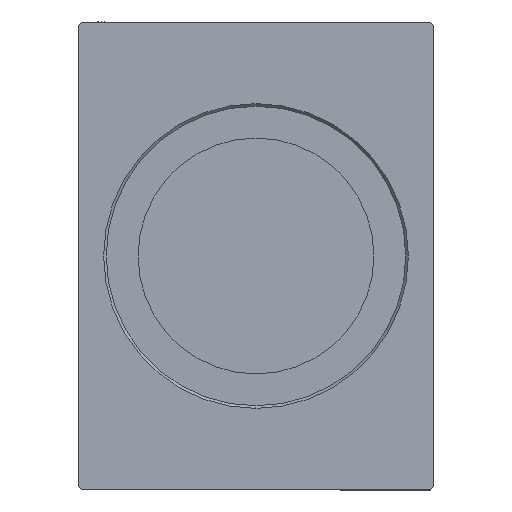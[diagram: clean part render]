
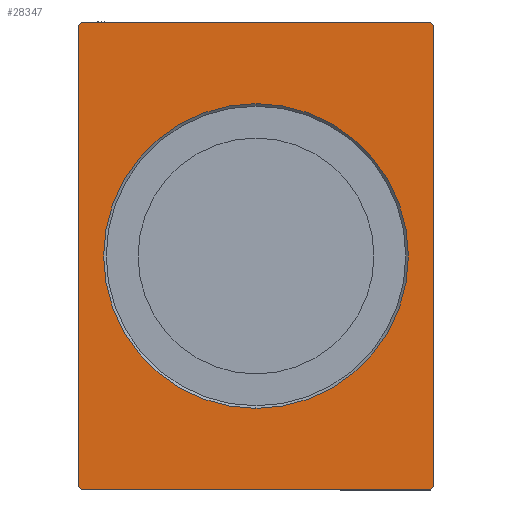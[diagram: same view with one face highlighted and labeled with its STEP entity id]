
A CAD part, left-side view. The second image highlights one B-rep face of the part: STEP entity #28347.
In plain terms, the highlighted planar face has unit normal (-1, 0, 0).
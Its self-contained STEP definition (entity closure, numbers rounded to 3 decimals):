
#1029 = LINE ( 'NONE', #4012, #31703 ) ;
#1447 = CARTESIAN_POINT ( 'NONE',  ( 0., -46.5, 62.5 ) ) ;
#1761 = LINE ( 'NONE', #5161, #3004 ) ;
#1798 = DIRECTION ( 'NONE',  ( 1., 0., 0. ) ) ;
#2852 = DIRECTION ( 'NONE',  ( 0., -1., 0. ) ) ;
#3004 = VECTOR ( 'NONE', #21935, 1000. ) ;
#3300 = CARTESIAN_POINT ( 'NONE',  ( 0., 0., 40.7 ) ) ;
#4012 = CARTESIAN_POINT ( 'NONE',  ( 0., -46.5, -62.5 ) ) ;
#4028 = DIRECTION ( 'NONE',  ( 0., 0., 1. ) ) ;
#4137 = EDGE_LOOP ( 'NONE', ( #10960, #8229 ) ) ;
#4200 = VERTEX_POINT ( 'NONE', #6103 ) ;
#4249 = VERTEX_POINT ( 'NONE', #25423 ) ;
#4497 = VERTEX_POINT ( 'NONE', #28563 ) ;
#4503 = DIRECTION ( 'NONE',  ( 0., -0.707, 0.707 ) ) ;
#4619 = VERTEX_POINT ( 'NONE', #14897 ) ;
#5161 = CARTESIAN_POINT ( 'NONE',  ( 0., -47.5, 61.5 ) ) ;
#5351 = FACE_OUTER_BOUND ( 'NONE', #22919, .T. ) ;
#5720 = CARTESIAN_POINT ( 'NONE',  ( 0., 46.5, -62.5 ) ) ;
#6103 = CARTESIAN_POINT ( 'NONE',  ( 0., -47.5, 61.5 ) ) ;
#6229 = ORIENTED_EDGE ( 'NONE', *, *, #40022, .F. ) ;
#6575 = AXIS2_PLACEMENT_3D ( 'NONE', #34662, #8543, #14471 ) ;
#7089 = VECTOR ( 'NONE', #4503, 1000. ) ;
#7343 = CARTESIAN_POINT ( 'NONE',  ( 0., -47.5, -61.5 ) ) ;
#7843 = VECTOR ( 'NONE', #27362, 1000. ) ;
#8077 = ORIENTED_EDGE ( 'NONE', *, *, #21507, .F. ) ;
#8229 = ORIENTED_EDGE ( 'NONE', *, *, #11874, .T. ) ;
#8543 = DIRECTION ( 'NONE',  ( 1., 0., 0. ) ) ;
#9105 = DIRECTION ( 'NONE',  ( 0., 0.707, 0.707 ) ) ;
#10363 = LINE ( 'NONE', #1447, #7843 ) ;
#10960 = ORIENTED_EDGE ( 'NONE', *, *, #40649, .T. ) ;
#11874 = EDGE_CURVE ( 'NONE', #4619, #28065, #41067, .T. ) ;
#11935 = EDGE_CURVE ( 'NONE', #34340, #12574, #31944, .T. ) ;
#12574 = VERTEX_POINT ( 'NONE', #13464 ) ;
#12716 = EDGE_CURVE ( 'NONE', #36663, #14574, #37802, .T. ) ;
#13464 = CARTESIAN_POINT ( 'NONE',  ( 0., -46.5, -62.5 ) ) ;
#14036 = DIRECTION ( 'NONE',  ( 0., 0., -1. ) ) ;
#14471 = DIRECTION ( 'NONE',  ( 0., 0., -1. ) ) ;
#14574 = VERTEX_POINT ( 'NONE', #34590 ) ;
#14580 = AXIS2_PLACEMENT_3D ( 'NONE', #41085, #1798, #31521 ) ;
#14897 = CARTESIAN_POINT ( 'NONE',  ( 0., 0., -40.7 ) ) ;
#15199 = EDGE_CURVE ( 'NONE', #4249, #4497, #23841, .T. ) ;
#16187 = AXIS2_PLACEMENT_3D ( 'NONE', #17671, #30632, #14036 ) ;
#17671 = CARTESIAN_POINT ( 'NONE',  ( 0., 0., 0. ) ) ;
#18691 = ORIENTED_EDGE ( 'NONE', *, *, #30612, .F. ) ;
#19188 = CARTESIAN_POINT ( 'NONE',  ( 0., -47.5, -61.5 ) ) ;
#19673 = CARTESIAN_POINT ( 'NONE',  ( 0., 46.5, -62.5 ) ) ;
#19688 = EDGE_CURVE ( 'NONE', #31349, #4200, #10363, .T. ) ;
#20246 = EDGE_CURVE ( 'NONE', #4497, #31349, #32161, .T. ) ;
#21396 = VECTOR ( 'NONE', #9105, 1000. ) ;
#21507 = EDGE_CURVE ( 'NONE', #4200, #34340, #1761, .T. ) ;
#21935 = DIRECTION ( 'NONE',  ( 0., 0., -1. ) ) ;
#22250 = CARTESIAN_POINT ( 'NONE',  ( 0., -46.5, 62.5 ) ) ;
#22919 = EDGE_LOOP ( 'NONE', ( #35485, #6229, #40595, #18691, #40102, #8077, #30782, #35002 ) ) ;
#23841 = LINE ( 'NONE', #30845, #7089 ) ;
#24268 = PLANE ( 'NONE',  #6575 ) ;
#25423 = CARTESIAN_POINT ( 'NONE',  ( 0., 47.5, 61.5 ) ) ;
#27362 = DIRECTION ( 'NONE',  ( 0., -0.707, -0.707 ) ) ;
#27523 = VECTOR ( 'NONE', #2852, 1000. ) ;
#28065 = VERTEX_POINT ( 'NONE', #3300 ) ;
#28183 = VECTOR ( 'NONE', #29390, 1000. ) ;
#28290 = FACE_BOUND ( 'NONE', #4137, .T. ) ;
#28347 = ADVANCED_FACE ( 'NONE', ( #28290, #5351 ), #24268, .F. ) ;
#28563 = CARTESIAN_POINT ( 'NONE',  ( 0., 46.5, 62.5 ) ) ;
#28564 = CARTESIAN_POINT ( 'NONE',  ( 0., 46.5, 62.5 ) ) ;
#29390 = DIRECTION ( 'NONE',  ( 0., 0.707, -0.707 ) ) ;
#30612 = EDGE_CURVE ( 'NONE', #12574, #36663, #1029, .T. ) ;
#30632 = DIRECTION ( 'NONE',  ( 1., 0., 0. ) ) ;
#30782 = ORIENTED_EDGE ( 'NONE', *, *, #19688, .F. ) ;
#30845 = CARTESIAN_POINT ( 'NONE',  ( 0., 47.5, 61.5 ) ) ;
#31349 = VERTEX_POINT ( 'NONE', #22250 ) ;
#31521 = DIRECTION ( 'NONE',  ( 0., 0., -1. ) ) ;
#31703 = VECTOR ( 'NONE', #32905, 1000. ) ;
#31944 = LINE ( 'NONE', #19188, #28183 ) ;
#32161 = LINE ( 'NONE', #28564, #27523 ) ;
#32905 = DIRECTION ( 'NONE',  ( 0., 1., 0. ) ) ;
#33161 = VECTOR ( 'NONE', #4028, 1000. ) ;
#34340 = VERTEX_POINT ( 'NONE', #7343 ) ;
#34590 = CARTESIAN_POINT ( 'NONE',  ( 0., 47.5, -61.5 ) ) ;
#34662 = CARTESIAN_POINT ( 'NONE',  ( 0., 0., 0. ) ) ;
#35002 = ORIENTED_EDGE ( 'NONE', *, *, #20246, .F. ) ;
#35219 = CIRCLE ( 'NONE', #16187, 40.7 ) ;
#35485 = ORIENTED_EDGE ( 'NONE', *, *, #15199, .F. ) ;
#36107 = LINE ( 'NONE', #40339, #33161 ) ;
#36663 = VERTEX_POINT ( 'NONE', #19673 ) ;
#37802 = LINE ( 'NONE', #5720, #21396 ) ;
#40022 = EDGE_CURVE ( 'NONE', #14574, #4249, #36107, .T. ) ;
#40102 = ORIENTED_EDGE ( 'NONE', *, *, #11935, .F. ) ;
#40339 = CARTESIAN_POINT ( 'NONE',  ( 0., 47.5, -61.5 ) ) ;
#40595 = ORIENTED_EDGE ( 'NONE', *, *, #12716, .F. ) ;
#40649 = EDGE_CURVE ( 'NONE', #28065, #4619, #35219, .T. ) ;
#41067 = CIRCLE ( 'NONE', #14580, 40.7 ) ;
#41085 = CARTESIAN_POINT ( 'NONE',  ( 0., 0., 0. ) ) ;
